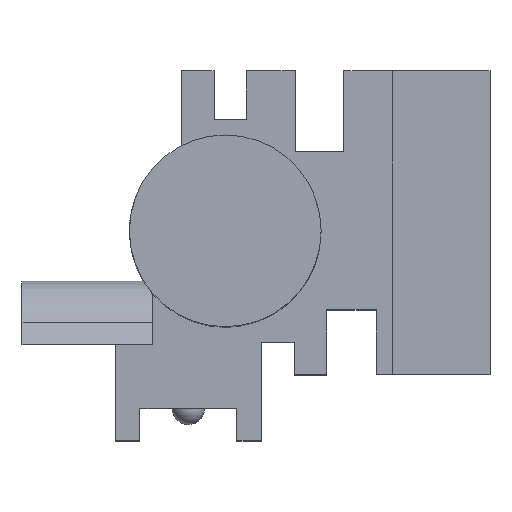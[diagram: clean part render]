
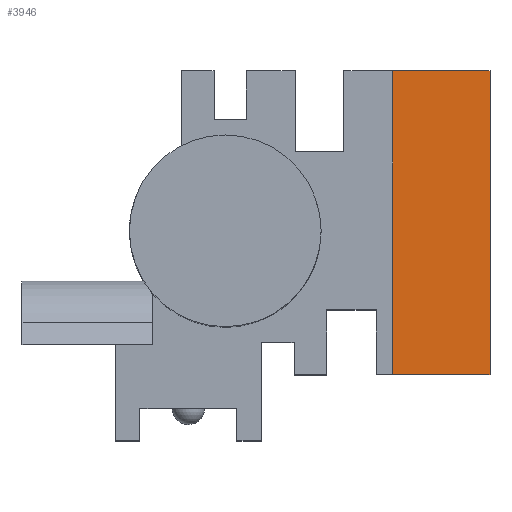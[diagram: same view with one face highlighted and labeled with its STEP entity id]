
A CAD part, top view. The second image highlights one B-rep face of the part: STEP entity #3946.
In plain terms, the highlighted planar face has unit normal (0.759, 0, 0.651).
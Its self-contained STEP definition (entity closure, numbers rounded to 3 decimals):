
#353 = PLANE('',#354);
#354 = AXIS2_PLACEMENT_3D('',#355,#356,#357);
#355 = CARTESIAN_POINT('',(-7.207,5.696,0.));
#356 = DIRECTION('',(0.,-1.,0.));
#357 = DIRECTION('',(1.,0.,0.));
#1085 = PLANE('',#1086);
#1086 = AXIS2_PLACEMENT_3D('',#1087,#1088,#1089);
#1087 = CARTESIAN_POINT('',(0.,0.,0.));
#1088 = DIRECTION('',(0.,0.,-1.));
#1089 = DIRECTION('',(0.,1.,0.));
#2400 = VERTEX_POINT('',#2401);
#2401 = CARTESIAN_POINT('',(4.207,5.696,0.));
#2476 = VERTEX_POINT('',#2477);
#2477 = CARTESIAN_POINT('',(7.207,5.696,-3.5));
#2491 = PLANE('',#2492);
#2492 = AXIS2_PLACEMENT_3D('',#2493,#2494,#2495);
#2493 = CARTESIAN_POINT('',(7.207,5.696,0.));
#2494 = DIRECTION('',(-1.,0.,0.));
#2495 = DIRECTION('',(0.,-1.,0.));
#2503 = EDGE_CURVE('',#2400,#2476,#2504,.T.);
#2504 = SURFACE_CURVE('',#2505,(#2509,#2516),.PCURVE_S1.);
#2505 = LINE('',#2506,#2507);
#2506 = CARTESIAN_POINT('',(4.207,5.696,0.));
#2507 = VECTOR('',#2508,1.);
#2508 = DIRECTION('',(0.651,0.,-0.759
    ));
#2509 = PCURVE('',#353,#2510);
#2510 = DEFINITIONAL_REPRESENTATION('',(#2511),#2515);
#2511 = LINE('',#2512,#2513);
#2512 = CARTESIAN_POINT('',(11.415,0.));
#2513 = VECTOR('',#2514,1.);
#2514 = DIRECTION('',(0.651,-0.759));
#2515 = ( GEOMETRIC_REPRESENTATION_CONTEXT(2) 
PARAMETRIC_REPRESENTATION_CONTEXT() REPRESENTATION_CONTEXT('2D SPACE',''
  ) );
#2516 = PCURVE('',#2517,#2522);
#2517 = PLANE('',#2518);
#2518 = AXIS2_PLACEMENT_3D('',#2519,#2520,#2521);
#2519 = CARTESIAN_POINT('',(4.207,5.696,0.));
#2520 = DIRECTION('',(0.759,0.,0.651)
  );
#2521 = DIRECTION('',(0.651,0.,-0.759
    ));
#2522 = DEFINITIONAL_REPRESENTATION('',(#2523),#2527);
#2523 = LINE('',#2524,#2525);
#2524 = CARTESIAN_POINT('',(0.,0.));
#2525 = VECTOR('',#2526,1.);
#2526 = DIRECTION('',(1.,0.));
#2527 = ( GEOMETRIC_REPRESENTATION_CONTEXT(2) 
PARAMETRIC_REPRESENTATION_CONTEXT() REPRESENTATION_CONTEXT('2D SPACE',''
  ) );
#2992 = EDGE_CURVE('',#2400,#2993,#2995,.T.);
#2993 = VERTEX_POINT('',#2994);
#2994 = CARTESIAN_POINT('',(4.207,-3.664,0.));
#2995 = SURFACE_CURVE('',#2996,(#3000,#3007),.PCURVE_S1.);
#2996 = LINE('',#2997,#2998);
#2997 = CARTESIAN_POINT('',(4.207,5.696,0.));
#2998 = VECTOR('',#2999,1.);
#2999 = DIRECTION('',(0.,-1.,0.));
#3000 = PCURVE('',#1085,#3001);
#3001 = DEFINITIONAL_REPRESENTATION('',(#3002),#3006);
#3002 = LINE('',#3003,#3004);
#3003 = CARTESIAN_POINT('',(5.696,4.207));
#3004 = VECTOR('',#3005,1.);
#3005 = DIRECTION('',(-1.,0.));
#3006 = ( GEOMETRIC_REPRESENTATION_CONTEXT(2) 
PARAMETRIC_REPRESENTATION_CONTEXT() REPRESENTATION_CONTEXT('2D SPACE',''
  ) );
#3007 = PCURVE('',#2517,#3008);
#3008 = DEFINITIONAL_REPRESENTATION('',(#3009),#3013);
#3009 = LINE('',#3010,#3011);
#3010 = CARTESIAN_POINT('',(0.,0.));
#3011 = VECTOR('',#3012,1.);
#3012 = DIRECTION('',(0.,-1.));
#3013 = ( GEOMETRIC_REPRESENTATION_CONTEXT(2) 
PARAMETRIC_REPRESENTATION_CONTEXT() REPRESENTATION_CONTEXT('2D SPACE',''
  ) );
#3031 = PLANE('',#3032);
#3032 = AXIS2_PLACEMENT_3D('',#3033,#3034,#3035);
#3033 = CARTESIAN_POINT('',(3.707,-3.664,-11.887));
#3034 = DIRECTION('',(0.,1.,0.));
#3035 = DIRECTION('',(1.,0.,0.));
#3946 = ADVANCED_FACE('',(#3947),#2517,.T.);
#3947 = FACE_BOUND('',#3948,.T.);
#3948 = EDGE_LOOP('',(#3949,#3950,#3951,#3972));
#3949 = ORIENTED_EDGE('',*,*,#2503,.F.);
#3950 = ORIENTED_EDGE('',*,*,#2992,.T.);
#3951 = ORIENTED_EDGE('',*,*,#3952,.F.);
#3952 = EDGE_CURVE('',#3953,#2993,#3955,.T.);
#3953 = VERTEX_POINT('',#3954);
#3954 = CARTESIAN_POINT('',(7.207,-3.664,-3.5));
#3955 = SURFACE_CURVE('',#3956,(#3960,#3966),.PCURVE_S1.);
#3956 = LINE('',#3957,#3958);
#3957 = CARTESIAN_POINT('',(7.038,-3.664,-3.303));
#3958 = VECTOR('',#3959,1.);
#3959 = DIRECTION('',(-0.651,0.,0.759)
  );
#3960 = PCURVE('',#2517,#3961);
#3961 = DEFINITIONAL_REPRESENTATION('',(#3962),#3965);
#3962 = B_SPLINE_CURVE_WITH_KNOTS('',1,(#3963,#3964),.UNSPECIFIED.,.F.,
  .F.,(2,2),(-0.26,4.35),.PIECEWISE_BEZIER_KNOTS.);
#3963 = CARTESIAN_POINT('',(4.61,-9.36));
#3964 = CARTESIAN_POINT('',(0.,-9.36));
#3965 = ( GEOMETRIC_REPRESENTATION_CONTEXT(2) 
PARAMETRIC_REPRESENTATION_CONTEXT() REPRESENTATION_CONTEXT('2D SPACE',''
  ) );
#3966 = PCURVE('',#3031,#3967);
#3967 = DEFINITIONAL_REPRESENTATION('',(#3968),#3971);
#3968 = B_SPLINE_CURVE_WITH_KNOTS('',1,(#3969,#3970),.UNSPECIFIED.,.F.,
  .F.,(2,2),(-0.26,4.35),.PIECEWISE_BEZIER_KNOTS.);
#3969 = CARTESIAN_POINT('',(3.5,-8.387));
#3970 = CARTESIAN_POINT('',(0.5,-11.887));
#3971 = ( GEOMETRIC_REPRESENTATION_CONTEXT(2) 
PARAMETRIC_REPRESENTATION_CONTEXT() REPRESENTATION_CONTEXT('2D SPACE',''
  ) );
#3972 = ORIENTED_EDGE('',*,*,#3973,.F.);
#3973 = EDGE_CURVE('',#2476,#3953,#3974,.T.);
#3974 = SURFACE_CURVE('',#3975,(#3979,#3986),.PCURVE_S1.);
#3975 = LINE('',#3976,#3977);
#3976 = CARTESIAN_POINT('',(7.207,5.696,-3.5));
#3977 = VECTOR('',#3978,1.);
#3978 = DIRECTION('',(0.,-1.,0.));
#3979 = PCURVE('',#2517,#3980);
#3980 = DEFINITIONAL_REPRESENTATION('',(#3981),#3985);
#3981 = LINE('',#3982,#3983);
#3982 = CARTESIAN_POINT('',(4.61,0.));
#3983 = VECTOR('',#3984,1.);
#3984 = DIRECTION('',(0.,-1.));
#3985 = ( GEOMETRIC_REPRESENTATION_CONTEXT(2) 
PARAMETRIC_REPRESENTATION_CONTEXT() REPRESENTATION_CONTEXT('2D SPACE',''
  ) );
#3986 = PCURVE('',#2491,#3987);
#3987 = DEFINITIONAL_REPRESENTATION('',(#3988),#3992);
#3988 = LINE('',#3989,#3990);
#3989 = CARTESIAN_POINT('',(0.,-3.5));
#3990 = VECTOR('',#3991,1.);
#3991 = DIRECTION('',(1.,0.));
#3992 = ( GEOMETRIC_REPRESENTATION_CONTEXT(2) 
PARAMETRIC_REPRESENTATION_CONTEXT() REPRESENTATION_CONTEXT('2D SPACE',''
  ) );
